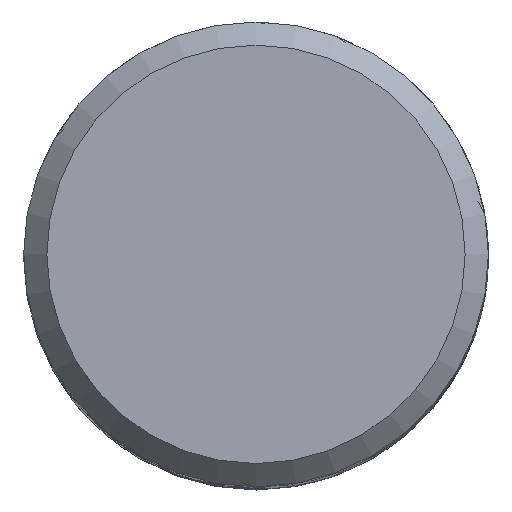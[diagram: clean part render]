
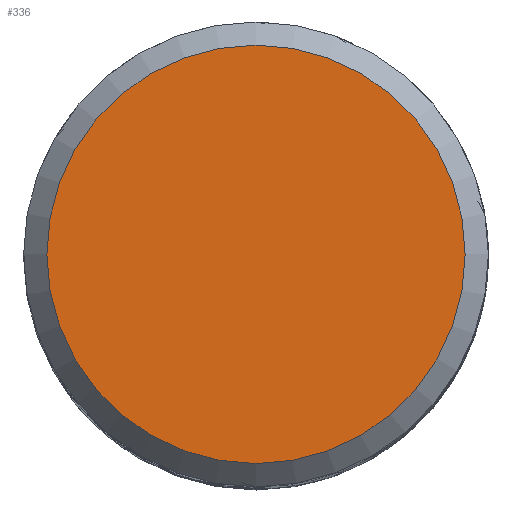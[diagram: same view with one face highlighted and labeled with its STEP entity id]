
A CAD part, top view. The second image highlights one B-rep face of the part: STEP entity #336.
In plain terms, the highlighted planar face has unit normal (0, 0, 1).
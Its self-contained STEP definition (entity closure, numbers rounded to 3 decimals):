
#296 = VERTEX_POINT('', #297);
#297 = CARTESIAN_POINT('', (-4.5, 0., 0.));
#303 = EDGE_CURVE('', #296, #296, #304, .T.);
#304 = CIRCLE('', #305, 4.5);
#305 = AXIS2_PLACEMENT_3D('', #306, #307, #308);
#306 = CARTESIAN_POINT('', (0., 0., 0.));
#307 = DIRECTION('', (0., 0., -1.));
#308 = DIRECTION('', (-1., 0., 0.));
#336 = ADVANCED_FACE('', (#337), #340, .T.);
#337 = FACE_OUTER_BOUND('', #338, .T.);
#338 = EDGE_LOOP('', (#339));
#339 = ORIENTED_EDGE('', *, *, #303, .F.);
#340 = PLANE('', #341);
#341 = AXIS2_PLACEMENT_3D('', #342, #343, #344);
#342 = CARTESIAN_POINT('', (7., -7., 0.));
#343 = DIRECTION('', (0., 0., 1.));
#344 = DIRECTION('', (0., 1., 0.));
